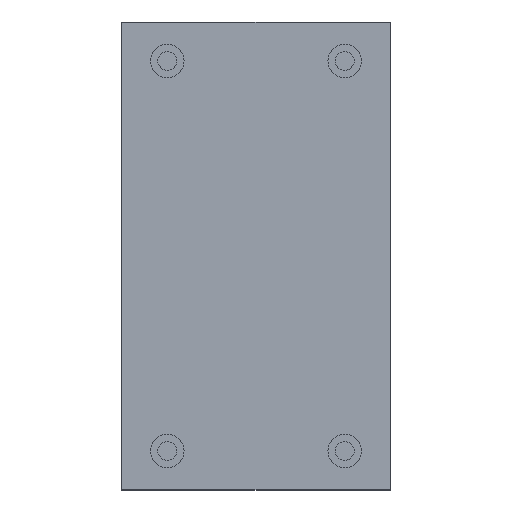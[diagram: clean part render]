
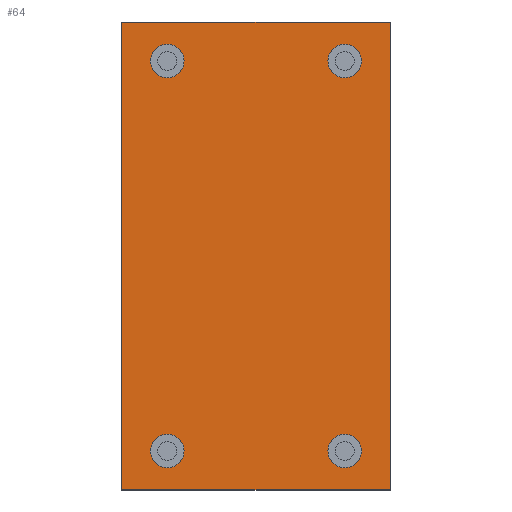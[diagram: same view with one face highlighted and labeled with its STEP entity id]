
A CAD part, top view. The second image highlights one B-rep face of the part: STEP entity #64.
In plain terms, the highlighted planar face has unit normal (0, 0, 1).
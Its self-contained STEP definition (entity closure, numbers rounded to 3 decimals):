
#64=ADVANCED_FACE('',(#206,#208,#210,#212,#214),#216,.T.);
#206=FACE_BOUND('',#207,.T.);
#207=EDGE_LOOP('',(#284,#285,#286,#287));
#208=FACE_BOUND('',#209,.T.);
#209=EDGE_LOOP('',(#288));
#210=FACE_BOUND('',#211,.T.);
#211=EDGE_LOOP('',(#289));
#212=FACE_BOUND('',#213,.T.);
#213=EDGE_LOOP('',(#290));
#214=FACE_BOUND('',#215,.T.);
#215=EDGE_LOOP('',(#291));
#216=PLANE('',#217);
#217=AXIS2_PLACEMENT_3D('',#218,#219,#220);
#218=CARTESIAN_POINT('',(0.,0.,2.));
#219=DIRECTION('',(0.,0.,1.));
#220=DIRECTION('',(-1.,0.,0.));
#284=ORIENTED_EDGE('',*,*,#328,.T.);
#285=ORIENTED_EDGE('',*,*,#329,.T.);
#286=ORIENTED_EDGE('',*,*,#330,.T.);
#287=ORIENTED_EDGE('',*,*,#331,.T.);
#288=ORIENTED_EDGE('',*,*,#324,.F.);
#289=ORIENTED_EDGE('',*,*,#325,.F.);
#290=ORIENTED_EDGE('',*,*,#326,.F.);
#291=ORIENTED_EDGE('',*,*,#327,.F.);
#324=EDGE_CURVE('',#364,#364,#365,.T.);
#325=EDGE_CURVE('',#366,#366,#367,.T.);
#326=EDGE_CURVE('',#368,#368,#369,.T.);
#327=EDGE_CURVE('',#370,#370,#371,.T.);
#328=EDGE_CURVE('',#372,#373,#374,.T.);
#329=EDGE_CURVE('',#373,#375,#376,.T.);
#330=EDGE_CURVE('',#375,#377,#378,.T.);
#331=EDGE_CURVE('',#377,#372,#379,.T.);
#364=VERTEX_POINT('',#452);
#365=CIRCLE('',#453,2.5);
#366=VERTEX_POINT('',#457);
#367=CIRCLE('',#458,2.5);
#368=VERTEX_POINT('',#462);
#369=CIRCLE('',#463,2.5);
#370=VERTEX_POINT('',#467);
#371=CIRCLE('',#468,2.5);
#372=VERTEX_POINT('',#472);
#373=VERTEX_POINT('',#473);
#374=LINE('',#474,#475);
#375=VERTEX_POINT('',#477);
#376=LINE('',#478,#479);
#377=VERTEX_POINT('',#481);
#378=LINE('',#482,#483);
#379=LINE('',#485,#486);
#452=CARTESIAN_POINT('',(-15.7,29.,2.));
#453=AXIS2_PLACEMENT_3D('',#454,#455,#456);
#454=CARTESIAN_POINT('',(-13.2,29.,2.));
#455=DIRECTION('',(0.,0.,1.));
#456=DIRECTION('',(-1.,0.,0.));
#457=CARTESIAN_POINT('',(10.7,29.,2.));
#458=AXIS2_PLACEMENT_3D('',#459,#460,#461);
#459=CARTESIAN_POINT('',(13.2,29.,2.));
#460=DIRECTION('',(0.,0.,1.));
#461=DIRECTION('',(-1.,0.,0.));
#462=CARTESIAN_POINT('',(10.7,-29.,2.));
#463=AXIS2_PLACEMENT_3D('',#464,#465,#466);
#464=CARTESIAN_POINT('',(13.2,-29.,2.));
#465=DIRECTION('',(0.,0.,1.));
#466=DIRECTION('',(-1.,0.,0.));
#467=CARTESIAN_POINT('',(-15.7,-29.,2.));
#468=AXIS2_PLACEMENT_3D('',#469,#470,#471);
#469=CARTESIAN_POINT('',(-13.2,-29.,2.));
#470=DIRECTION('',(0.,0.,1.));
#471=DIRECTION('',(-1.,0.,0.));
#472=CARTESIAN_POINT('',(-20.,34.8,2.));
#473=CARTESIAN_POINT('',(-20.,-34.8,2.));
#474=CARTESIAN_POINT('',(-20.,34.8,2.));
#475=VECTOR('',#476,1.);
#476=DIRECTION('',(0.,-1.,0.));
#477=CARTESIAN_POINT('',(20.,-34.8,2.));
#478=CARTESIAN_POINT('',(-20.,-34.8,2.));
#479=VECTOR('',#480,1.);
#480=DIRECTION('',(1.,0.,0.));
#481=CARTESIAN_POINT('',(20.,34.8,2.));
#482=CARTESIAN_POINT('',(20.,-34.8,2.));
#483=VECTOR('',#484,1.);
#484=DIRECTION('',(0.,1.,0.));
#485=CARTESIAN_POINT('',(20.,34.8,2.));
#486=VECTOR('',#487,1.);
#487=DIRECTION('',(-1.,0.,0.));
